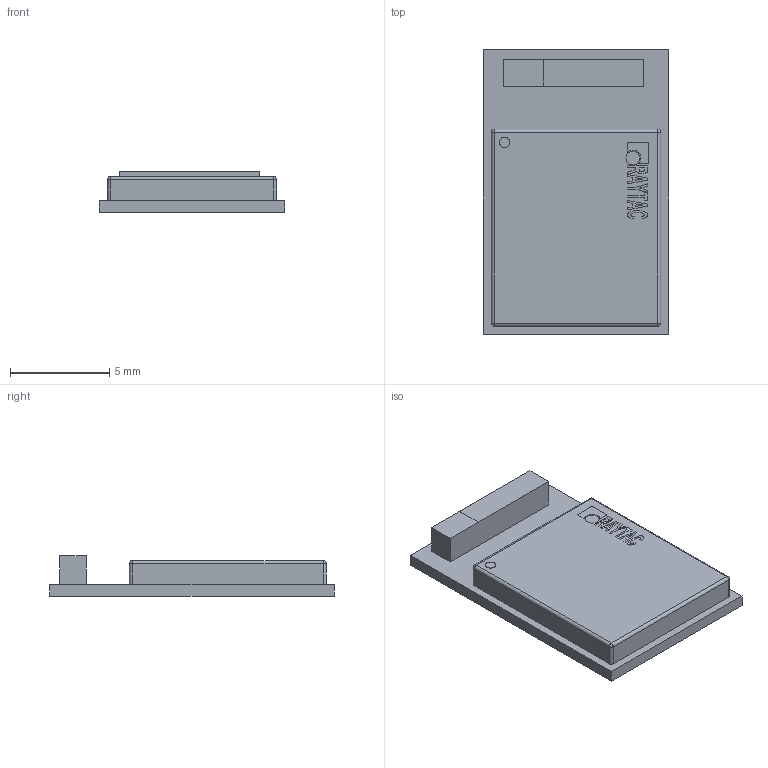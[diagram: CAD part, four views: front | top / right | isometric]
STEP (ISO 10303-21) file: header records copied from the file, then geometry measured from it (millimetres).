
FILE_DESCRIPTION(/* description */ (''),/* implementation_level */ '2;1');
FILE_NAME(/* name */ 'MDBT53-1M.stp',/* time_stamp */ '2023-06-01T17:17:50-04:00',/* author */ ('rabri'),/* organization */ (''),/* preprocessor_version */ 'ST-DEVELOPER v18',/* originating_system */ 'Autodesk Inventor 2020',/* authorisation */ '');
FILE_SCHEMA (('AUTOMOTIVE_DESIGN { 1 0 10303 214 3 1 1 }'));
Length unit declared in the file: millimetre
Products named in the file (7): MDBT42Q-P512KV2; 1; 2; shield; antenna; logo; marking
Assembly tree (6 placements, depth 2):
  MDBT42Q-P512KV2
    1
    2
    shield
    antenna
    logo
    marking
Bounding box: 9.3 x 14.3 x 2.05 mm (x, y, z)
Volume: 194 mm3; surface area: 618.3 mm2
Topology: 78 solids, 78 shells, 846 faces, 1867 edges, 1242 vertices
Faces by surface type: plane 813, bspline 16, cylinder 13, sphere 4
Full cylindrical faces by diameter (mm): 0.521 x1, 0.693 x1
Entity records: 23151 total; most frequent: CARTESIAN_POINT 4176, ORIENTED_EDGE 3734, DIRECTION 3551, EDGE_CURVE 1867, LINE 1805, VECTOR 1805, VERTEX_POINT 1242, EDGE_LOOP 917
